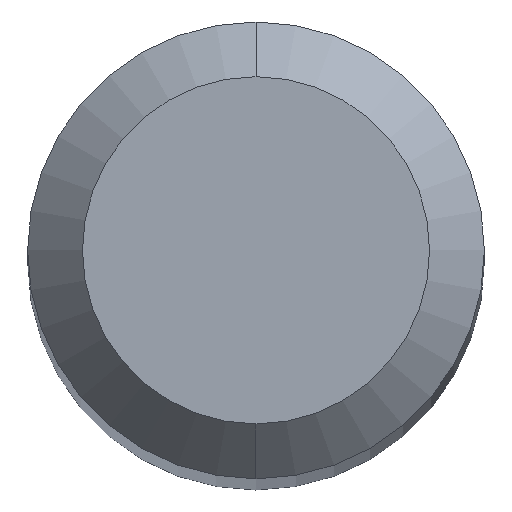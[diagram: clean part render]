
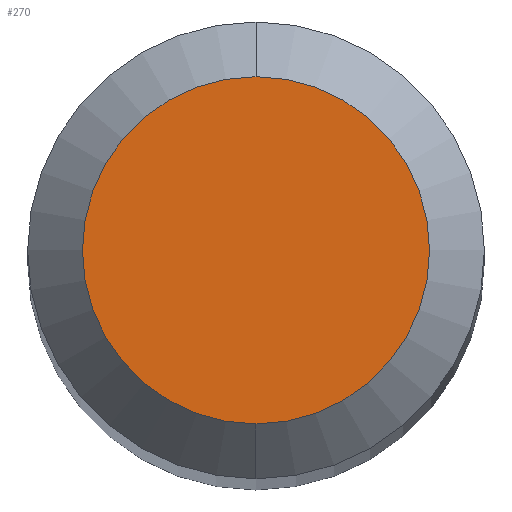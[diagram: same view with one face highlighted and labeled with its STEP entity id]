
A CAD part, top view. The second image highlights one B-rep face of the part: STEP entity #270.
In plain terms, the highlighted planar face has unit normal (0, 0, 1).
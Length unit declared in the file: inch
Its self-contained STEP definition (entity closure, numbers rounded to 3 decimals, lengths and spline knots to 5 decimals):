
#20 = ORIENTED_EDGE ( 'NONE', *, *, #233, .T. ) ;
#38 = AXIS2_PLACEMENT_3D ( 'NONE', #414, #459, #418 ) ;
#40 = AXIS2_PLACEMENT_3D ( 'NONE', #155, #286, #245 ) ;
#67 = EDGE_LOOP ( 'NONE', ( #20, #173 ) ) ;
#104 = CIRCLE ( 'NONE', #38, 0.0475 ) ;
#111 = CARTESIAN_POINT ( 'NONE',  ( 0., -0.0475, 0. ) ) ;
#130 = CARTESIAN_POINT ( 'NONE',  ( 0., 0.0475, 0. ) ) ;
#155 = CARTESIAN_POINT ( 'NONE',  ( 0., 0.0475, 0. ) ) ;
#161 = DIRECTION ( 'NONE',  ( 0., 0., 1. ) ) ;
#165 = CARTESIAN_POINT ( 'NONE',  ( 0., 0., 0. ) ) ;
#173 = ORIENTED_EDGE ( 'NONE', *, *, #278, .T. ) ;
#195 = PLANE ( 'NONE',  #40 ) ;
#233 = EDGE_CURVE ( 'NONE', #313, #252, #104, .T. ) ;
#245 = DIRECTION ( 'NONE',  ( 0., 1., 0. ) ) ;
#252 = VERTEX_POINT ( 'NONE', #111 ) ;
#254 = AXIS2_PLACEMENT_3D ( 'NONE', #165, #161, #288 ) ;
#270 = ADVANCED_FACE ( 'NONE', ( #429 ), #195, .F. ) ;
#278 = EDGE_CURVE ( 'NONE', #252, #313, #467, .T. ) ;
#286 = DIRECTION ( 'NONE',  ( 0., 0., -1. ) ) ;
#288 = DIRECTION ( 'NONE',  ( 0., -1., 0. ) ) ;
#313 = VERTEX_POINT ( 'NONE', #130 ) ;
#414 = CARTESIAN_POINT ( 'NONE',  ( 0., 0., 0. ) ) ;
#418 = DIRECTION ( 'NONE',  ( 0., -1., 0. ) ) ;
#429 = FACE_OUTER_BOUND ( 'NONE', #67, .T. ) ;
#459 = DIRECTION ( 'NONE',  ( 0., 0., 1. ) ) ;
#467 = CIRCLE ( 'NONE', #254, 0.0475 ) ;
